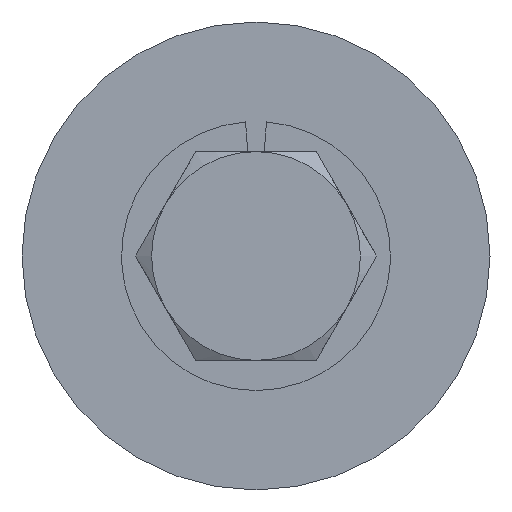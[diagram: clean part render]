
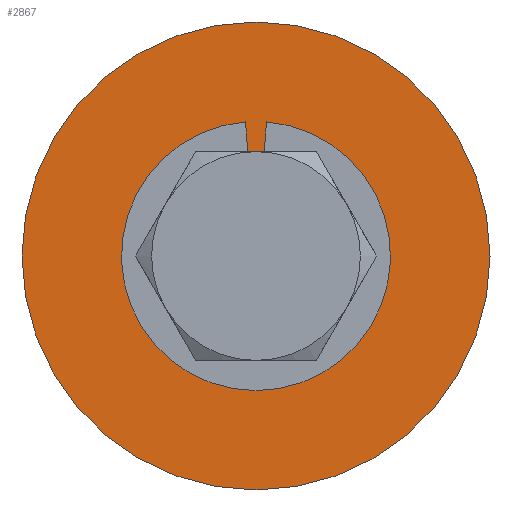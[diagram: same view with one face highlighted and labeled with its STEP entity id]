
A CAD part, left-side view. The second image highlights one B-rep face of the part: STEP entity #2867.
In plain terms, the highlighted planar face has unit normal (-1, 0, 0).
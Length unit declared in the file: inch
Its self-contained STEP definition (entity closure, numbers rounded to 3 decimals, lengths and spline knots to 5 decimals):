
#76 = DIRECTION ( 'NONE',  ( 0., 0., 1. ) ) ;
#123 = EDGE_CURVE ( 'NONE', #716, #2543, #2610, .T. ) ;
#159 = EDGE_LOOP ( 'NONE', ( #1421, #1529 ) ) ;
#204 = DIRECTION ( 'NONE',  ( 0., 0., 1. ) ) ;
#222 = EDGE_CURVE ( 'NONE', #888, #2624, #227, .T. ) ;
#227 = CIRCLE ( 'NONE', #2230, 0.62992 ) ;
#252 = CARTESIAN_POINT ( 'NONE',  ( -3.00748, 0., 0.19685 ) ) ;
#257 = DIRECTION ( 'NONE',  ( 1., 0., 0. ) ) ;
#311 = EDGE_CURVE ( 'NONE', #2543, #716, #704, .T. ) ;
#461 = FACE_BOUND ( 'NONE', #159, .T. ) ;
#553 = CARTESIAN_POINT ( 'NONE',  ( -3.00748, 0., 0. ) ) ;
#671 = ORIENTED_EDGE ( 'NONE', *, *, #222, .F. ) ;
#681 = DIRECTION ( 'NONE',  ( 1., 0., 0. ) ) ;
#704 = CIRCLE ( 'NONE', #2418, 0.19685 ) ;
#716 = VERTEX_POINT ( 'NONE', #252 ) ;
#855 = CARTESIAN_POINT ( 'NONE',  ( -3.00748, 0., 0.62992 ) ) ;
#880 = CARTESIAN_POINT ( 'NONE',  ( -3.00748, 0., 0. ) ) ;
#888 = VERTEX_POINT ( 'NONE', #855 ) ;
#919 = CARTESIAN_POINT ( 'NONE',  ( -3.00748, 0., 0. ) ) ;
#1109 = PLANE ( 'NONE',  #1986 ) ;
#1421 = ORIENTED_EDGE ( 'NONE', *, *, #123, .T. ) ;
#1467 = CARTESIAN_POINT ( 'NONE',  ( -3.00748, 0., 0. ) ) ;
#1529 = ORIENTED_EDGE ( 'NONE', *, *, #311, .T. ) ;
#1567 = EDGE_LOOP ( 'NONE', ( #2357, #671 ) ) ;
#1617 = CARTESIAN_POINT ( 'NONE',  ( -3.00748, 0., 0. ) ) ;
#1626 = DIRECTION ( 'NONE',  ( 1., 0., 0. ) ) ;
#1902 = DIRECTION ( 'NONE',  ( 0., 0., 1. ) ) ;
#1986 = AXIS2_PLACEMENT_3D ( 'NONE', #919, #681, #2990 ) ;
#2018 = CARTESIAN_POINT ( 'NONE',  ( -3.00748, 0., -0.62992 ) ) ;
#2076 = AXIS2_PLACEMENT_3D ( 'NONE', #1617, #1626, #204 ) ;
#2195 = CARTESIAN_POINT ( 'NONE',  ( -3.00748, 0., -0.19685 ) ) ;
#2230 = AXIS2_PLACEMENT_3D ( 'NONE', #880, #2746, #3005 ) ;
#2289 = CIRCLE ( 'NONE', #2572, 0.62992 ) ;
#2357 = ORIENTED_EDGE ( 'NONE', *, *, #2988, .F. ) ;
#2418 = AXIS2_PLACEMENT_3D ( 'NONE', #553, #2846, #1902 ) ;
#2543 = VERTEX_POINT ( 'NONE', #2195 ) ;
#2572 = AXIS2_PLACEMENT_3D ( 'NONE', #1467, #257, #76 ) ;
#2610 = CIRCLE ( 'NONE', #2076, 0.19685 ) ;
#2624 = VERTEX_POINT ( 'NONE', #2018 ) ;
#2746 = DIRECTION ( 'NONE',  ( 1., 0., 0. ) ) ;
#2846 = DIRECTION ( 'NONE',  ( 1., 0., 0. ) ) ;
#2867 = ADVANCED_FACE ( 'NONE', ( #461, #2978 ), #1109, .F. ) ;
#2978 = FACE_OUTER_BOUND ( 'NONE', #1567, .T. ) ;
#2988 = EDGE_CURVE ( 'NONE', #2624, #888, #2289, .T. ) ;
#2990 = DIRECTION ( 'NONE',  ( 0., 0., 1. ) ) ;
#3005 = DIRECTION ( 'NONE',  ( 0., 0., 1. ) ) ;
